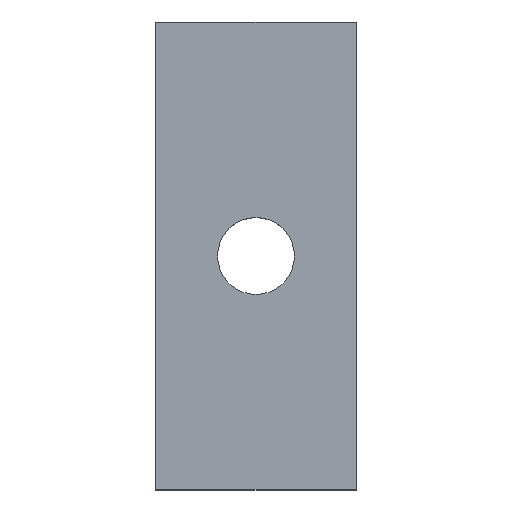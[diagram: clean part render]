
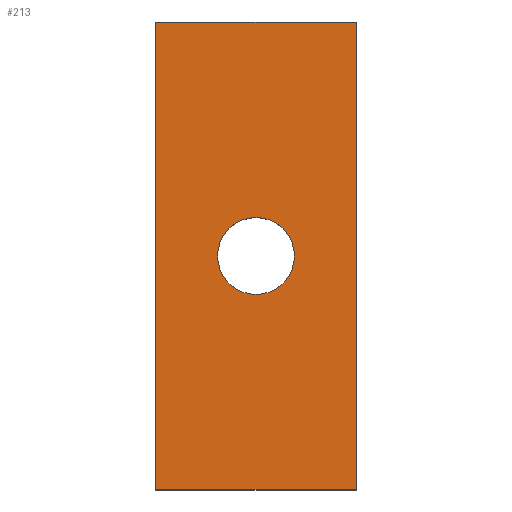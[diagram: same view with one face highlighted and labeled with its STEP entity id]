
A CAD part, top view. The second image highlights one B-rep face of the part: STEP entity #213.
In plain terms, the highlighted planar face has unit normal (0, 0, 1).
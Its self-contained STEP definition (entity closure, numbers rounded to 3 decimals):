
#17=FACE_BOUND('',#43,.T.);
#19=CIRCLE('',#236,5.75);
#30=FACE_OUTER_BOUND('',#42,.T.);
#42=EDGE_LOOP('',(#188,#189,#190,#191));
#43=EDGE_LOOP('',(#192));
#59=LINE('',#329,#84);
#65=LINE('',#343,#90);
#66=LINE('',#346,#91);
#68=LINE('',#349,#93);
#84=VECTOR('',#268,10.);
#90=VECTOR('',#284,10.);
#91=VECTOR('',#287,10.);
#93=VECTOR('',#291,10.);
#106=VERTEX_POINT('',#326);
#107=VERTEX_POINT('',#328);
#109=VERTEX_POINT('',#337);
#110=VERTEX_POINT('',#341);
#111=VERTEX_POINT('',#345);
#127=EDGE_CURVE('',#107,#106,#59,.T.);
#132=EDGE_CURVE('',#109,#109,#19,.T.);
#135=EDGE_CURVE('',#106,#110,#65,.T.);
#136=EDGE_CURVE('',#111,#107,#66,.T.);
#138=EDGE_CURVE('',#110,#111,#68,.T.);
#188=ORIENTED_EDGE('',*,*,#138,.T.);
#189=ORIENTED_EDGE('',*,*,#136,.T.);
#190=ORIENTED_EDGE('',*,*,#127,.T.);
#191=ORIENTED_EDGE('',*,*,#135,.T.);
#192=ORIENTED_EDGE('',*,*,#132,.T.);
#202=PLANE('',#240);
#213=ADVANCED_FACE('',(#30,#17),#202,.T.);
#236=AXIS2_PLACEMENT_3D('',#338,#278,#279);
#240=AXIS2_PLACEMENT_3D('',#350,#292,#293);
#268=DIRECTION('',(0.,-1.,0.));
#278=DIRECTION('center_axis',(0.,0.,-1.));
#279=DIRECTION('ref_axis',(1.,0.,0.));
#284=DIRECTION('',(1.,0.,0.));
#287=DIRECTION('',(-1.,0.,0.));
#291=DIRECTION('',(0.,1.,0.));
#292=DIRECTION('center_axis',(0.,0.,1.));
#293=DIRECTION('ref_axis',(1.,0.,0.));
#326=CARTESIAN_POINT('',(-115.,-35.,12.7));
#328=CARTESIAN_POINT('',(-115.,35.,12.7));
#329=CARTESIAN_POINT('',(-115.,24.,12.7));
#337=CARTESIAN_POINT('',(-105.75,0.,12.7));
#338=CARTESIAN_POINT('Origin',(-100.,0.,12.7));
#341=CARTESIAN_POINT('',(-85.,-35.,12.7));
#343=CARTESIAN_POINT('',(-85.,-35.,12.7));
#345=CARTESIAN_POINT('',(-85.,35.,12.7));
#346=CARTESIAN_POINT('',(-115.,35.,12.7));
#349=CARTESIAN_POINT('',(-85.,24.,12.7));
#350=CARTESIAN_POINT('Origin',(-100.,0.,12.7));
